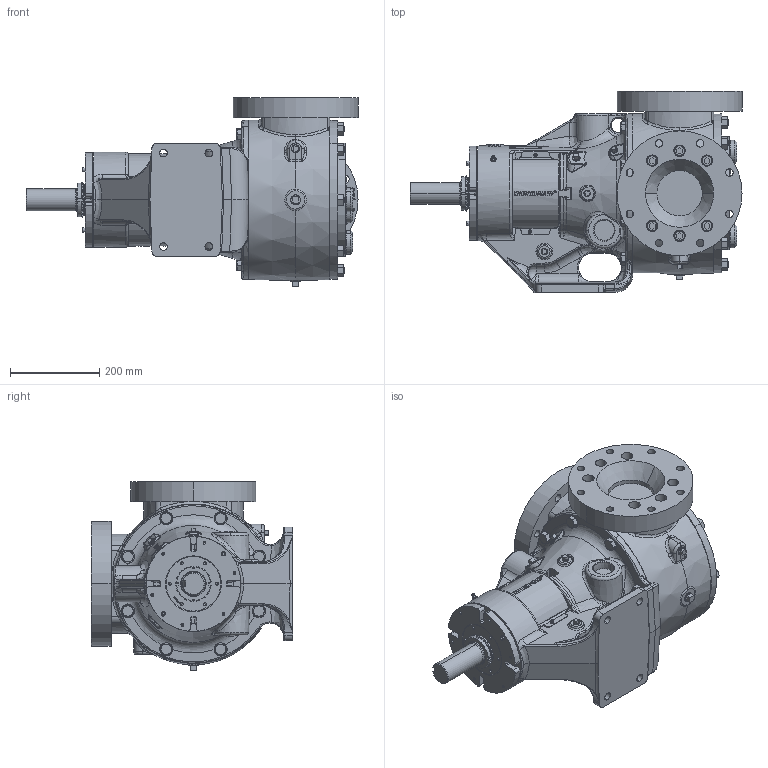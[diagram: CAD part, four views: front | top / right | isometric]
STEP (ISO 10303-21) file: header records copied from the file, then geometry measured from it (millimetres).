
FILE_DESCRIPTION (( 'STEP AP214' ), '1' );
FILE_NAME ('QV-2222.STEP', '2024-04-17T13:34:55', ( '' ), ( '' ), 'SwSTEP 2.0', 'SolidWorks 2022', '' );
FILE_SCHEMA (( 'AUTOMOTIVE_DESIGN' ));
Length unit declared in the file: inch
Products named in the file (1): QV-2222
Bounding box: 742.91 x 450.85 x 422.17 mm (x, y, z)
Volume: 41442410.6 mm3; surface area: 1519000.9 mm2
Topology: 1 solids, 13 shells, 3835 faces, 9751 edges, 6190 vertices
Faces by surface type: plane 1352, bspline 1223, cylinder 714, cone 425, torus 87, sphere 34
Entity records: 223561 total; most frequent: CARTESIAN_POINT 90378, ORIENTED_EDGE 19352, DIRECTION 13741, EDGE_CURVE 9676, VERTEX_POINT 6187, AXIS2_PLACEMENT_3D 4679, VECTOR 4383, LINE 4383
